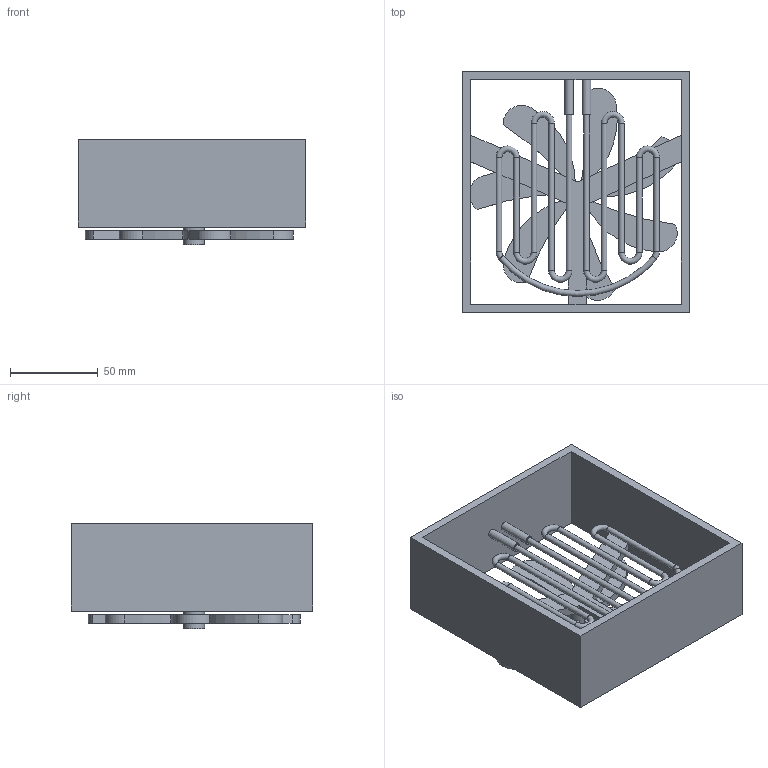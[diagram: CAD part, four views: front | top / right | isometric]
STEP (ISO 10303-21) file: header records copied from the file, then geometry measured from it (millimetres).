
FILE_DESCRIPTION(/* description */ (''),/* implementation_level */ '2;1');
FILE_NAME(/* name */ 'Lämmitin_1.stp',/* time_stamp */ '2025-04-09T19:01:15+03:00',/* author */ (''),/* organization */ (''),/* preprocessor_version */ 'ST-DEVELOPER v20',/* originating_system */ 'SIEMENS PLM Software NX2406.1700',/* authorisation */ '');
FILE_SCHEMA (('AUTOMOTIVE_DESIGN { 1 0 10303 214 3 1 1 1 }'));
Length unit declared in the file: millimetre
Products named in the file (1): Lämmitin
Bounding box: 130 x 138 x 60 mm (x, y, z)
Volume: 178261.4 mm3; surface area: 90192.8 mm2
Topology: 11 solids, 11 shells, 97 faces, 201 edges, 128 vertices
Faces by surface type: cylinder 43, plane 41, torus 11, cone 2
Full cylindrical faces by diameter (mm): 2 x2, 3.331 x10, 5 x2, 12 x1
Entity records: 2471 total; most frequent: DIRECTION 451, CARTESIAN_POINT 389, ORIENTED_EDGE 334, AXIS2_PLACEMENT_3D 186, EDGE_CURVE 167, EDGE_LOOP 129, VERTEX_POINT 124, ADVANCED_FACE 97
